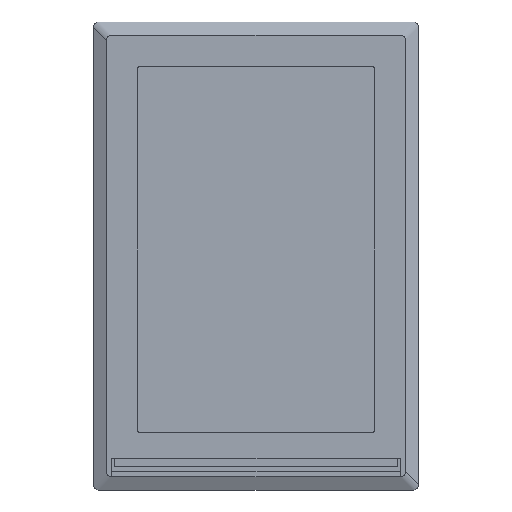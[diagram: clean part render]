
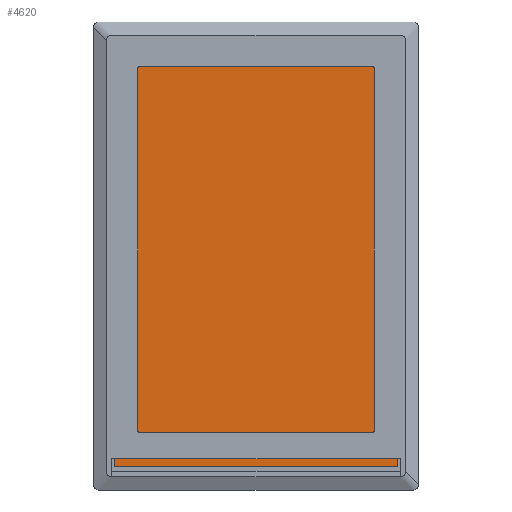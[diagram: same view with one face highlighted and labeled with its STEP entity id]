
A CAD part, front view. The second image highlights one B-rep face of the part: STEP entity #4620.
In plain terms, the highlighted planar face has unit normal (0, -1, 0).
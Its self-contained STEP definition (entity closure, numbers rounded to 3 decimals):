
#1002 = CARTESIAN_POINT ( 'NONE',  ( 54.5, 0., -81. ) ) ;
#1014 = DIRECTION ( 'NONE',  ( 0., 0., -1. ) ) ;
#1015 = VECTOR ( 'NONE', #1014, 1000. ) ;
#1016 = CARTESIAN_POINT ( 'NONE',  ( 54.5, 0., -81. ) ) ;
#1037 = LINE ( 'NONE', #1016, #1015 ) ;
#1118 = LINE ( 'NONE', #1150, #1146 ) ;
#1145 = DIRECTION ( 'NONE',  ( -1., 0., 0. ) ) ;
#1146 = VECTOR ( 'NONE', #1145, 1000. ) ;
#1150 = CARTESIAN_POINT ( 'NONE',  ( -54.5, 0., -81. ) ) ;
#1208 = CARTESIAN_POINT ( 'NONE',  ( -54.5, 0., 81. ) ) ;
#1209 = CARTESIAN_POINT ( 'NONE',  ( -54.5, 0., -81. ) ) ;
#1210 = DIRECTION ( 'NONE',  ( 0., 0., 1. ) ) ;
#1211 = VECTOR ( 'NONE', #1210, 1000. ) ;
#1212 = CARTESIAN_POINT ( 'NONE',  ( -54.5, 0., -81. ) ) ;
#1213 = LINE ( 'NONE', #1212, #1211 ) ;
#1291 = LINE ( 'NONE', #1298, #1297 ) ;
#1295 = CARTESIAN_POINT ( 'NONE',  ( 54.5, 0., 81. ) ) ;
#1296 = DIRECTION ( 'NONE',  ( 1., 0., 0. ) ) ;
#1297 = VECTOR ( 'NONE', #1296, 1000. ) ;
#1298 = CARTESIAN_POINT ( 'NONE',  ( -54.5, 0., 81. ) ) ;
#1519 = AXIS2_PLACEMENT_3D ( 'NONE', #1529, #1528, #1527 ) ;
#1520 = PLANE ( 'NONE',  #1519 ) ;
#1521 = FACE_OUTER_BOUND ( 'NONE', #4618, .T. ) ;
#1527 = DIRECTION ( 'NONE',  ( 0., 0., 1. ) ) ;
#1528 = DIRECTION ( 'NONE',  ( 0., 1., 0. ) ) ;
#1529 = CARTESIAN_POINT ( 'NONE',  ( -54.5, 0., 81. ) ) ;
#2793 = EDGE_CURVE ( 'NONE', #2847, #2794, #1037, .T. ) ;
#2794 = VERTEX_POINT ( 'NONE', #1002 ) ;
#2846 = EDGE_CURVE ( 'NONE', #2858, #2847, #1291, .T. ) ;
#2847 = VERTEX_POINT ( 'NONE', #1295 ) ;
#2856 = EDGE_CURVE ( 'NONE', #2857, #2858, #1213, .T. ) ;
#2857 = VERTEX_POINT ( 'NONE', #1209 ) ;
#2858 = VERTEX_POINT ( 'NONE', #1208 ) ;
#4539 = ORIENTED_EDGE ( 'NONE', *, *, #2856, .F. ) ;
#4544 = EDGE_CURVE ( 'NONE', #2794, #2857, #1118, .T. ) ;
#4547 = ORIENTED_EDGE ( 'NONE', *, *, #4544, .F. ) ;
#4548 = ORIENTED_EDGE ( 'NONE', *, *, #2793, .F. ) ;
#4549 = ORIENTED_EDGE ( 'NONE', *, *, #2846, .F. ) ;
#4618 = EDGE_LOOP ( 'NONE', ( #4539, #4547, #4548, #4549 ) ) ;
#4620 = ADVANCED_FACE ( 'NONE', ( #1521 ), #1520, .F. ) ;
